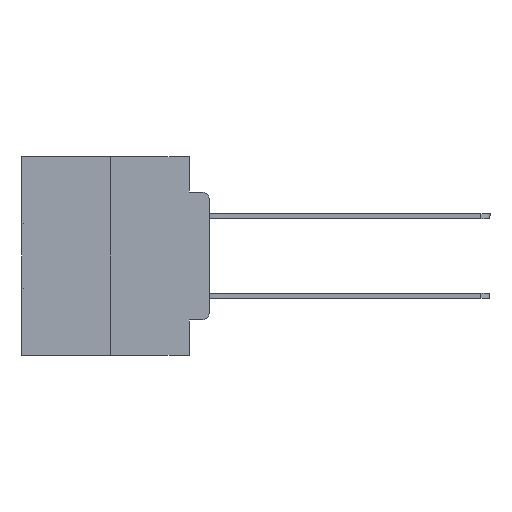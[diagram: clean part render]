
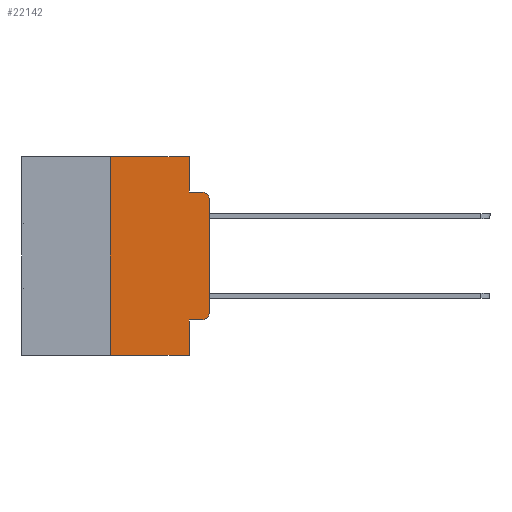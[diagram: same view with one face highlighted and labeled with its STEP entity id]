
A CAD part, left-side view. The second image highlights one B-rep face of the part: STEP entity #22142.
In plain terms, the highlighted planar face has unit normal (-1, 0, 0).
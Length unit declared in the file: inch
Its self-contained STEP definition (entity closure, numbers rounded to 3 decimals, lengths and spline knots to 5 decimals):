
#383 = EDGE_CURVE ( 'NONE', #25368, #9526, #1442, .T. ) ;
#668 = VECTOR ( 'NONE', #16330, 39.37008 ) ;
#824 = EDGE_CURVE ( 'NONE', #11584, #16005, #8049, .T. ) ;
#947 = CARTESIAN_POINT ( 'NONE',  ( 0., 0.02, -0.1085 ) ) ;
#1442 = LINE ( 'NONE', #13660, #20029 ) ;
#2265 = DIRECTION ( 'NONE',  ( 0., 0., -1. ) ) ;
#2458 = CARTESIAN_POINT ( 'NONE',  ( 0., 0.051, 0. ) ) ;
#2692 = EDGE_CURVE ( 'NONE', #26456, #30594, #30061, .T. ) ;
#3387 = DIRECTION ( 'NONE',  ( 0., -1., 0. ) ) ;
#3467 = DIRECTION ( 'NONE',  ( 0., 0., -1. ) ) ;
#4350 = EDGE_CURVE ( 'NONE', #16005, #25368, #12071, .T. ) ;
#4470 = CARTESIAN_POINT ( 'NONE',  ( 0., 0.051, -0.4115 ) ) ;
#4607 = VECTOR ( 'NONE', #16598, 39.37008 ) ;
#4681 = VECTOR ( 'NONE', #27217, 39.37008 ) ;
#5913 = LINE ( 'NONE', #8158, #30552 ) ;
#6326 = ORIENTED_EDGE ( 'NONE', *, *, #29066, .T. ) ;
#6595 = VERTEX_POINT ( 'NONE', #16109 ) ;
#6672 = AXIS2_PLACEMENT_3D ( 'NONE', #31005, #16802, #2265 ) ;
#7680 = CARTESIAN_POINT ( 'NONE',  ( 0., 0.473, 0. ) ) ;
#8049 = LINE ( 'NONE', #11540, #20742 ) ;
#8158 = CARTESIAN_POINT ( 'NONE',  ( 0., 0.473, -0.5 ) ) ;
#8549 = LINE ( 'NONE', #29486, #4681 ) ;
#9390 = ORIENTED_EDGE ( 'NONE', *, *, #19095, .F. ) ;
#9526 = VERTEX_POINT ( 'NONE', #15608 ) ;
#9876 = EDGE_LOOP ( 'NONE', ( #26483, #6326, #9390, #22816, #25801, #23955, #12742, #26505, #19091, #10858 ) ) ;
#10002 = DIRECTION ( 'NONE',  ( 0., 0., -1. ) ) ;
#10025 = CARTESIAN_POINT ( 'NONE',  ( 0., 0.473, 0. ) ) ;
#10858 = ORIENTED_EDGE ( 'NONE', *, *, #29290, .T. ) ;
#11540 = CARTESIAN_POINT ( 'NONE',  ( 0., 0.25, 0. ) ) ;
#11584 = VERTEX_POINT ( 'NONE', #30757 ) ;
#12071 = LINE ( 'NONE', #7680, #23302 ) ;
#12388 = DIRECTION ( 'NONE',  ( 1., 0., 0. ) ) ;
#12742 = ORIENTED_EDGE ( 'NONE', *, *, #17503, .T. ) ;
#13660 = CARTESIAN_POINT ( 'NONE',  ( 0., 0.051, 0. ) ) ;
#13919 = CARTESIAN_POINT ( 'NONE',  ( 0., 0.051, 0. ) ) ;
#14289 = CIRCLE ( 'NONE', #16914, 0.02 ) ;
#14644 = CIRCLE ( 'NONE', #6672, 0.02 ) ;
#15460 = CARTESIAN_POINT ( 'NONE',  ( 0., 0.051, -0.0885 ) ) ;
#15608 = CARTESIAN_POINT ( 'NONE',  ( 0., 0.051, -0.0885 ) ) ;
#15637 = VECTOR ( 'NONE', #3387, 39.37008 ) ;
#16005 = VERTEX_POINT ( 'NONE', #25942 ) ;
#16109 = CARTESIAN_POINT ( 'NONE',  ( 0., 0.02, -0.0885 ) ) ;
#16330 = DIRECTION ( 'NONE',  ( 0., 0., -1. ) ) ;
#16386 = LINE ( 'NONE', #15460, #15637 ) ;
#16521 = CARTESIAN_POINT ( 'NONE',  ( 0., 0., -0.3915 ) ) ;
#16598 = DIRECTION ( 'NONE',  ( 0., -1., 0. ) ) ;
#16802 = DIRECTION ( 'NONE',  ( -1., 0., 0. ) ) ;
#16914 = AXIS2_PLACEMENT_3D ( 'NONE', #947, #17957, #3467 ) ;
#17503 = EDGE_CURVE ( 'NONE', #11584, #28896, #5913, .T. ) ;
#17957 = DIRECTION ( 'NONE',  ( -1., 0., 0. ) ) ;
#19091 = ORIENTED_EDGE ( 'NONE', *, *, #2692, .T. ) ;
#19095 = EDGE_CURVE ( 'NONE', #9526, #6595, #16386, .T. ) ;
#19314 = VERTEX_POINT ( 'NONE', #30515 ) ;
#19962 = AXIS2_PLACEMENT_3D ( 'NONE', #10025, #12388, #29079 ) ;
#20029 = VECTOR ( 'NONE', #10002, 39.37008 ) ;
#20033 = LINE ( 'NONE', #13919, #668 ) ;
#20742 = VECTOR ( 'NONE', #23763, 39.37008 ) ;
#21191 = CARTESIAN_POINT ( 'NONE',  ( 0., 0.051, -0.4115 ) ) ;
#21996 = FACE_OUTER_BOUND ( 'NONE', #9876, .T. ) ;
#22142 = ADVANCED_FACE ( 'NONE', ( #21996 ), #26702, .F. ) ;
#22284 = EDGE_CURVE ( 'NONE', #26761, #19314, #8549, .T. ) ;
#22816 = ORIENTED_EDGE ( 'NONE', *, *, #383, .F. ) ;
#23166 = EDGE_CURVE ( 'NONE', #26456, #28896, #20033, .T. ) ;
#23302 = VECTOR ( 'NONE', #26762, 39.37008 ) ;
#23763 = DIRECTION ( 'NONE',  ( 0., 0., 1. ) ) ;
#23955 = ORIENTED_EDGE ( 'NONE', *, *, #824, .F. ) ;
#25241 = CARTESIAN_POINT ( 'NONE',  ( 0., 0.02, -0.4115 ) ) ;
#25368 = VERTEX_POINT ( 'NONE', #2458 ) ;
#25801 = ORIENTED_EDGE ( 'NONE', *, *, #4350, .F. ) ;
#25942 = CARTESIAN_POINT ( 'NONE',  ( 0., 0.25, 0. ) ) ;
#26456 = VERTEX_POINT ( 'NONE', #4470 ) ;
#26483 = ORIENTED_EDGE ( 'NONE', *, *, #22284, .T. ) ;
#26505 = ORIENTED_EDGE ( 'NONE', *, *, #23166, .F. ) ;
#26702 = PLANE ( 'NONE',  #19962 ) ;
#26761 = VERTEX_POINT ( 'NONE', #16521 ) ;
#26762 = DIRECTION ( 'NONE',  ( 0., -1., 0. ) ) ;
#26809 = CARTESIAN_POINT ( 'NONE',  ( 0., 0.051, -0.5 ) ) ;
#27217 = DIRECTION ( 'NONE',  ( 0., 0., 1. ) ) ;
#27222 = DIRECTION ( 'NONE',  ( 0., -1., 0. ) ) ;
#28896 = VERTEX_POINT ( 'NONE', #26809 ) ;
#29066 = EDGE_CURVE ( 'NONE', #19314, #6595, #14289, .T. ) ;
#29079 = DIRECTION ( 'NONE',  ( 0., 0., -1. ) ) ;
#29290 = EDGE_CURVE ( 'NONE', #30594, #26761, #14644, .T. ) ;
#29486 = CARTESIAN_POINT ( 'NONE',  ( 0., 0., 0. ) ) ;
#30061 = LINE ( 'NONE', #21191, #4607 ) ;
#30515 = CARTESIAN_POINT ( 'NONE',  ( 0., 0., -0.1085 ) ) ;
#30552 = VECTOR ( 'NONE', #27222, 39.37008 ) ;
#30594 = VERTEX_POINT ( 'NONE', #25241 ) ;
#30757 = CARTESIAN_POINT ( 'NONE',  ( 0., 0.25, -0.5 ) ) ;
#31005 = CARTESIAN_POINT ( 'NONE',  ( 0., 0.02, -0.3915 ) ) ;
